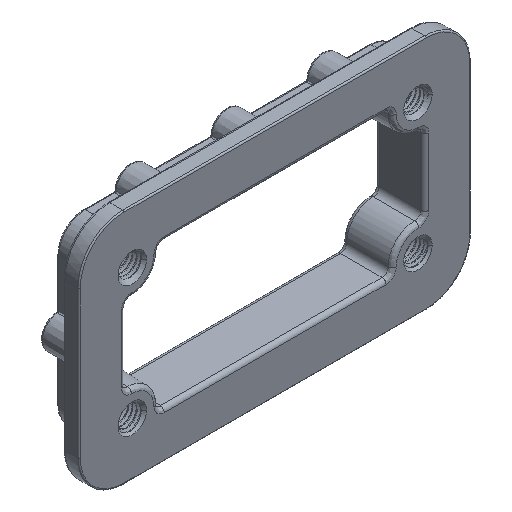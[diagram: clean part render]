
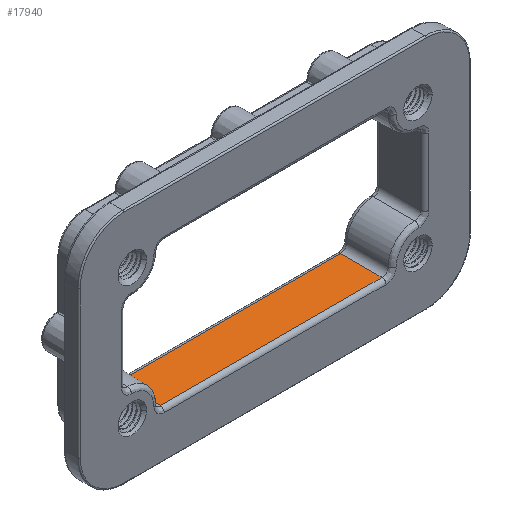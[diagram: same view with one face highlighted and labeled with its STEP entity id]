
A CAD part, isometric view. The second image highlights one B-rep face of the part: STEP entity #17940.
In plain terms, the highlighted planar face has unit normal (0, -0.018, 1).
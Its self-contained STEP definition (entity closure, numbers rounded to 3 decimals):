
#6526=DIRECTION('',(-1.,0.,0.));
#6527=VECTOR('',#6526,54.385);
#6528=CARTESIAN_POINT('',(27.193,0.983,
-17.692));
#6529=LINE('',#6528,#6527);
#6530=DIRECTION('',(-0.017,-1.,-0.017));
#6531=VECTOR('',#6530,10.003);
#6532=CARTESIAN_POINT('',(-27.018,10.983,
-17.518));
#6533=LINE('',#6532,#6531);
#6534=DIRECTION('',(1.,0.,0.));
#6535=VECTOR('',#6534,54.036);
#6536=CARTESIAN_POINT('',(-27.018,10.983,
-17.518));
#6537=LINE('',#6536,#6535);
#6538=DIRECTION('',(0.017,-1.,-0.017));
#6539=VECTOR('',#6538,10.003);
#6540=CARTESIAN_POINT('',(27.018,10.983,-17.518));
#6541=LINE('',#6540,#6539);
#6630=CARTESIAN_POINT('',(27.193,0.983,
-17.692));
#9508=VERTEX_POINT('',#6630);
#9511=CARTESIAN_POINT('',(-27.193,0.983,
-17.692));
#9512=VERTEX_POINT('',#9511);
#9539=CARTESIAN_POINT('',(-27.018,10.983,
-17.518));
#9540=VERTEX_POINT('',#9539);
#9543=CARTESIAN_POINT('',(27.018,10.983,-17.518));
#9544=VERTEX_POINT('',#9543);
#17926=CARTESIAN_POINT('',(30.981,12.,-17.5));
#17927=DIRECTION('',(0.,0.017,-1.));
#17928=DIRECTION('',(1.,0.,0.));
#17929=AXIS2_PLACEMENT_3D('',#17926,#17927,#17928);
#17930=PLANE('',#17929);
#17932=ORIENTED_EDGE('',*,*,#17931,.T.);
#17934=ORIENTED_EDGE('',*,*,#17933,.F.);
#17935=ORIENTED_EDGE('',*,*,#17920,.T.);
#17937=ORIENTED_EDGE('',*,*,#17936,.T.);
#17938=EDGE_LOOP('',(#17932,#17934,#17935,#17937));
#17939=FACE_OUTER_BOUND('',#17938,.F.);
#17920=EDGE_CURVE('',#9540,#9544,#6537,.T.);
#17931=EDGE_CURVE('',#9508,#9512,#6529,.T.);
#17933=EDGE_CURVE('',#9540,#9512,#6533,.T.);
#17936=EDGE_CURVE('',#9544,#9508,#6541,.T.);
#17940=ADVANCED_FACE('',(#17939),#17930,.F.);
